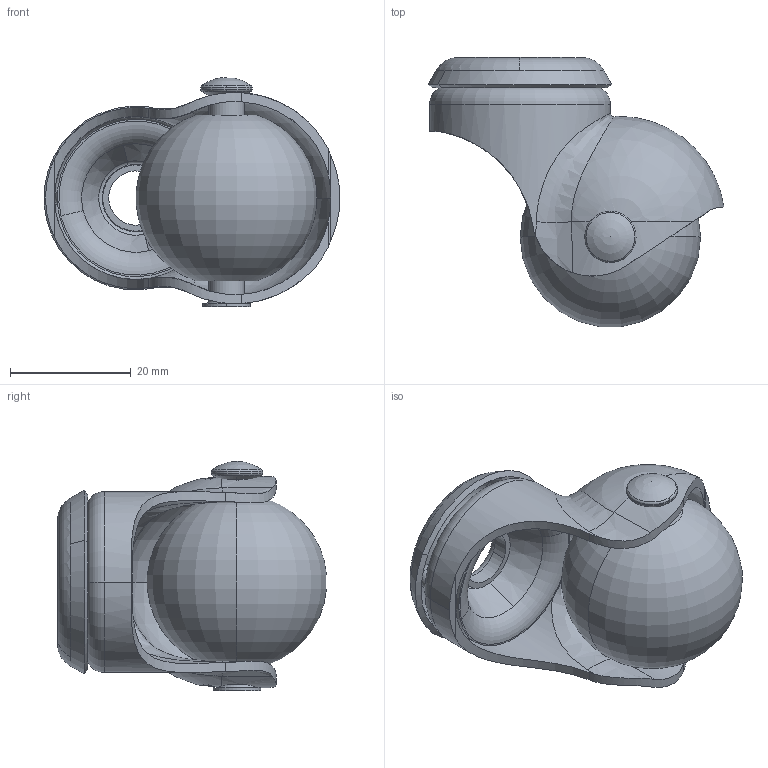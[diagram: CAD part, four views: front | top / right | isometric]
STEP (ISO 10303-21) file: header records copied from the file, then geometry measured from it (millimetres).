
FILE_DESCRIPTION (( 'STEP AP214' ), '1' );
FILE_NAME ('0010292_L-1321-30-1.STEP', '2015-10-21T08:15:46', ( '' ), ( '' ), 'SwSTEP 2.0', 'SolidWorks 2014', '' );
FILE_SCHEMA (( 'AUTOMOTIVE_DESIGN' ));
Length unit declared in the file: millimetre
Products named in the file (1): 0010292_L-1321-30-1
Bounding box: 49.05 x 44.6 x 38 mm (x, y, z)
Volume: 19810.7 mm3; surface area: 13270.1 mm2
Topology: 7 solids, 7 shells, 121 faces, 319 edges, 203 vertices
Faces by surface type: torus 42, cylinder 36, plane 14, cone 14, sphere 9, bspline 6
Entity records: 6203 total; most frequent: CARTESIAN_POINT 1817, DIRECTION 668, ORIENTED_EDGE 608, AXIS2_PLACEMENT_3D 308, EDGE_CURVE 304, VERTEX_POINT 195, CIRCLE 192, EDGE_LOOP 131
